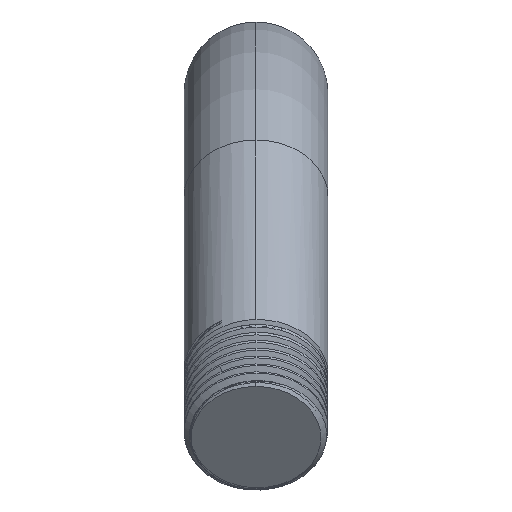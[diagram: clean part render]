
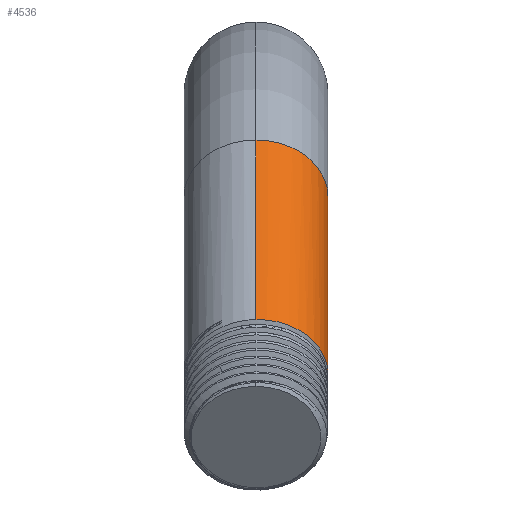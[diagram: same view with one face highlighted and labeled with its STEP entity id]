
A CAD part, top view. The second image highlights one B-rep face of the part: STEP entity #4536.
In plain terms, the highlighted cylindrical face has radius 10.319 mm (diameter 20.637 mm), a partial arc.
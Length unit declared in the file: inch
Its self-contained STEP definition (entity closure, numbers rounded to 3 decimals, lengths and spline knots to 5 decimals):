
#1369=DIRECTION('',(0.,-0.616,0.788));
#1370=VECTOR('',#1369,1.61561);
#1371=CARTESIAN_POINT('',(0.,-0.9031,7.13046));
#1372=LINE('',#1371,#1370);
#1373=CARTESIAN_POINT('',(0.,-1.27916,
8.93151));
#1374=CARTESIAN_POINT('',(0.03015,-1.27865,
8.93086));
#1375=CARTESIAN_POINT('',(0.09043,-1.28293,
8.92541));
#1376=CARTESIAN_POINT('',(0.1766,-1.30497,
8.90502));
#1377=CARTESIAN_POINT('',(0.25342,-1.34117,
8.87359));
#1378=CARTESIAN_POINT('',(0.31787,-1.38953,
8.83267));
#1379=CARTESIAN_POINT('',(0.36826,-1.4498,
8.78234));
#1380=CARTESIAN_POINT('',(0.39937,-1.51799,
8.72581));
#1381=CARTESIAN_POINT('',(0.40956,-1.58726,
8.66855));
#1382=CARTESIAN_POINT('',(0.39988,-1.6575,
8.61049));
#1383=CARTESIAN_POINT('',(0.36894,-1.7261,
8.55361));
#1384=CARTESIAN_POINT('',(0.31858,-1.78677,
8.50296));
#1385=CARTESIAN_POINT('',(0.25426,-1.83522,
8.46196));
#1386=CARTESIAN_POINT('',(0.17792,-1.87152,
8.43047));
#1387=CARTESIAN_POINT('',(0.09068,-1.89403,
8.40967));
#1388=CARTESIAN_POINT('',(0.03021,-1.89828,
8.40423));
#1389=CARTESIAN_POINT('',(0.,-1.89777,
8.40358));
#1391=CARTESIAN_POINT('',(0.,-0.58297,7.38057));
#1392=DIRECTION('',(0.,-0.616,0.788));
#1393=DIRECTION('',(0.,-0.788,-0.616));
#1394=AXIS2_PLACEMENT_3D('',#1391,#1392,#1393);
#1731=DIRECTION('',(0.,-0.616,0.788));
#1732=VECTOR('',#1731,1.65078);
#1733=CARTESIAN_POINT('',(0.,-0.26284,7.63068));
#1734=LINE('',#1733,#1732);
#2570=CARTESIAN_POINT('',(0.,-0.9031,7.13046));
#2571=CARTESIAN_POINT('',(0.,-0.26284,7.63068));
#2572=VERTEX_POINT('',#2570);
#2573=VERTEX_POINT('',#2571);
#2666=CARTESIAN_POINT('',(0.,-1.89777,
8.40358));
#2667=VERTEX_POINT('',#2666);
#2690=CARTESIAN_POINT('',(0.,-1.27916,
8.93151));
#2691=VERTEX_POINT('',#2690);
#4522=CARTESIAN_POINT('',(0.,-0.58297,7.38057));
#4523=DIRECTION('',(0.,-0.616,0.788));
#4524=DIRECTION('',(0.,-0.788,-0.616));
#4525=AXIS2_PLACEMENT_3D('',#4522,#4523,#4524);
#4526=CYLINDRICAL_SURFACE('',#4525,0.40625);
#4528=ORIENTED_EDGE('',*,*,#4527,.T.);
#4530=ORIENTED_EDGE('',*,*,#4529,.F.);
#4532=ORIENTED_EDGE('',*,*,#4531,.F.);
#4533=ORIENTED_EDGE('',*,*,#4484,.F.);
#4534=EDGE_LOOP('',(#4528,#4530,#4532,#4533));
#4535=FACE_OUTER_BOUND('',#4534,.F.);
#4536=ADVANCED_FACE('',(#4535),#4526,.T.);
#1390=B_SPLINE_CURVE_WITH_KNOTS('',3,(#1373,#1374,#1375,#1376,#1377,#1378,#1379,
#1380,#1381,#1382,#1383,#1384,#1385,#1386,#1387,#1388,#1389),.UNSPECIFIED.,.F.,
.F.,(4,1,1,1,1,1,1,1,1,1,1,1,1,1,4),(0.,0.07143,0.14286,
0.21429,0.28571,0.35714,0.42857,0.5,
0.57143,0.64286,0.71429,0.78571,
0.85714,0.92857,1.),.UNSPECIFIED.);
#1395=CIRCLE('',#1394,0.40625);
#4484=EDGE_CURVE('',#2572,#2573,#1395,.T.);
#4527=EDGE_CURVE('',#2572,#2667,#1372,.T.);
#4529=EDGE_CURVE('',#2691,#2667,#1390,.T.);
#4531=EDGE_CURVE('',#2573,#2691,#1734,.T.);
